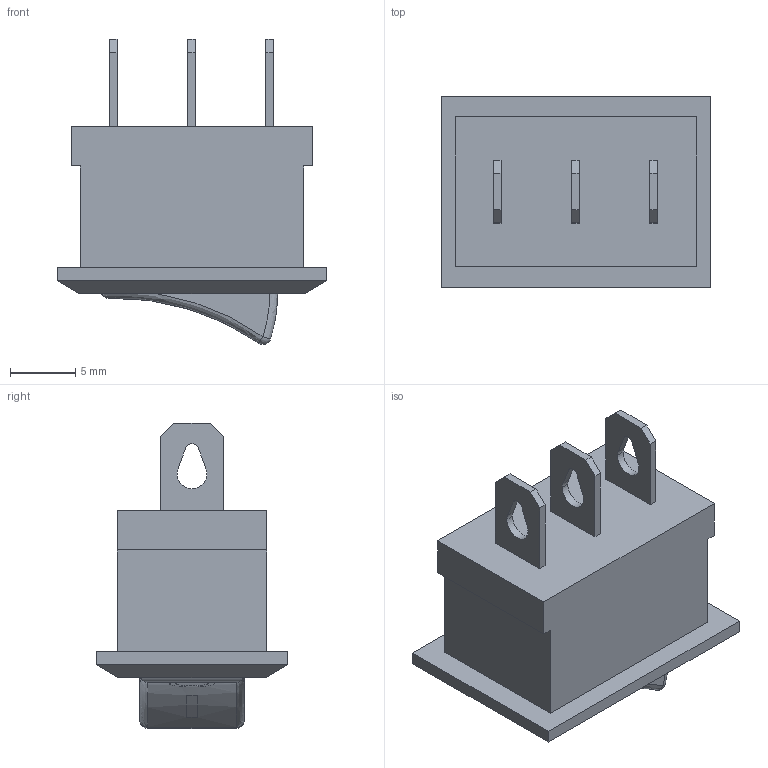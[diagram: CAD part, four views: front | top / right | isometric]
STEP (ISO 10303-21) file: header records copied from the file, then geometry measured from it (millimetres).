
FILE_DESCRIPTION (( 'STEP AP214' ), '1' );
FILE_NAME ('rocker switch semih.STEP', '2024-07-04T12:06:06', ( '' ), ( '' ), 'SwSTEP 2.0', 'SolidWorks 2019', '' );
FILE_SCHEMA (( 'AUTOMOTIVE_DESIGN' ));
Length unit declared in the file: millimetre
Products named in the file (1): rocker switch semih
Bounding box: 20.7 x 14.7 x 23.39 mm (x, y, z)
Volume: 2932.9 mm3; surface area: 1611.7 mm2
Topology: 1 solids, 1 shells, 83 faces, 211 edges, 136 vertices
Faces by surface type: plane 52, cylinder 16, bspline 13, sphere 2
Entity records: 3954 total; most frequent: CARTESIAN_POINT 1092, ORIENTED_EDGE 418, DIRECTION 343, EDGE_CURVE 209, LINE 137, VECTOR 137, VERTEX_POINT 136, AXIS2_PLACEMENT_3D 103
